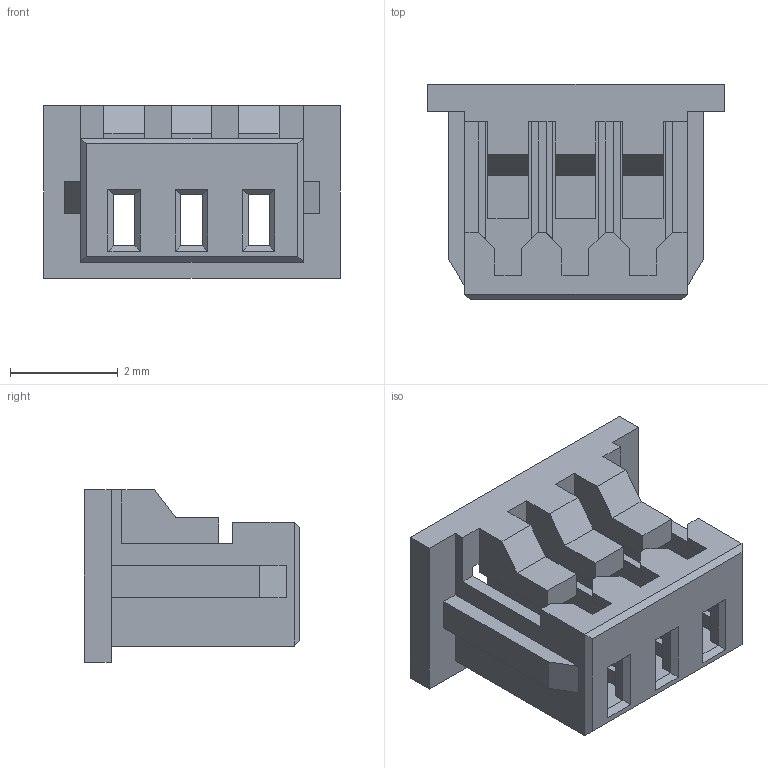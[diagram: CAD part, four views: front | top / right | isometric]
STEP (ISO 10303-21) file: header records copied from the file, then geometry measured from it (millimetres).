
FILE_DESCRIPTION (( 'STEP AP214' ), '1' );
FILE_NAME ('FHG12502-S03M2W1B-REF.STEP', '2025-05-23T08:34:18', ( '' ), ( '' ), 'SwSTEP 2.0', 'SolidWorks 2021', '' );
FILE_SCHEMA (( 'AUTOMOTIVE_DESIGN' ));
Length unit declared in the file: millimetre
Products named in the file (1): FHG12502-S03M2W1B-REF
Bounding box: 5.5 x 4 x 3.2 mm (x, y, z)
Volume: 21.7 mm3; surface area: 157.2 mm2
Topology: 1 solids, 1 shells, 143 faces, 416 edges, 269 vertices
Faces by surface type: plane 143
Entity records: 4648 total; most frequent: ORIENTED_EDGE 832, CARTESIAN_POINT 829, DIRECTION 704, EDGE_CURVE 416, LINE 416, VECTOR 416, VERTEX_POINT 269, EDGE_LOOP 149
